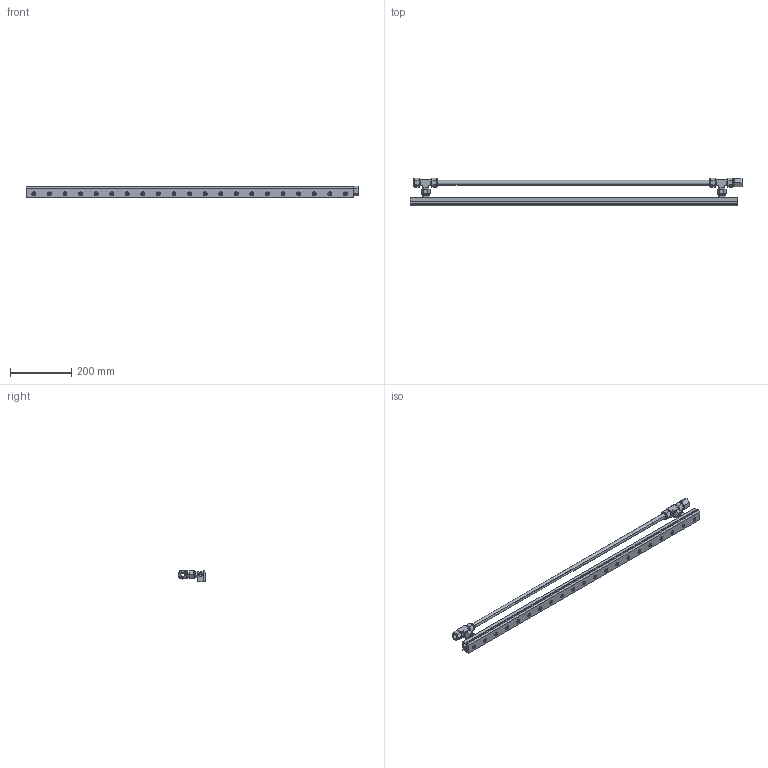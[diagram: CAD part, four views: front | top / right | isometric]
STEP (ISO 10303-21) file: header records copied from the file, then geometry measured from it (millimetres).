
FILE_DESCRIPTION(('STEP AP203'),'1');
FILE_NAME('110242ss-316pki.stp','2024-09-23T13:17:40',('TraceParts'),('TraceParts S.A.'),'Spatial InterOp 3D',' ',' ');
FILE_SCHEMA(('CONFIG_CONTROL_DESIGN'));
Length unit declared in the file: millimetre
Products named in the file (1): 1
Bounding box: 1082.55 x 89.89 x 39.01 mm (x, y, z)
Volume: 1088366.6 mm3; surface area: 363560.1 mm2
Topology: 29 solids, 29 shells, 917 faces, 2278 edges, 1464 vertices
Faces by surface type: plane 407, cylinder 294, cone 132, bspline 42, torus 42
Entity records: 28255 total; most frequent: CARTESIAN_POINT 6154, DIRECTION 4817, ORIENTED_EDGE 4464, EDGE_CURVE 2232, AXIS2_PLACEMENT_3D 1891, VERTEX_POINT 1464, EDGE_LOOP 1112, LINE 1035
